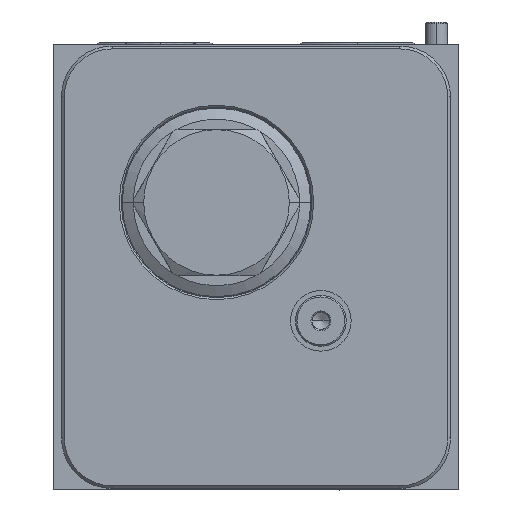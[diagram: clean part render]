
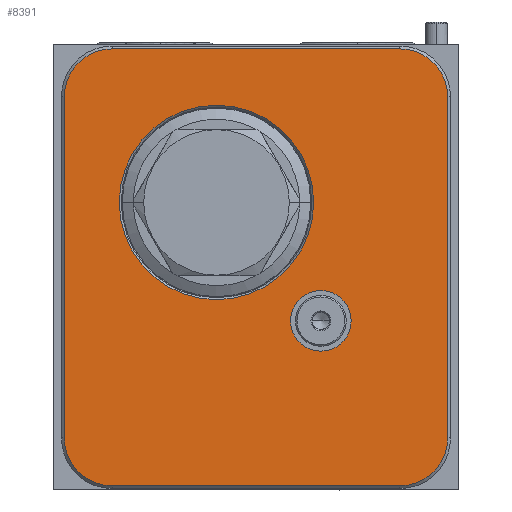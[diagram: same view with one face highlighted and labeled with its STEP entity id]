
A CAD part, left-side view. The second image highlights one B-rep face of the part: STEP entity #8391.
In plain terms, the highlighted planar face has unit normal (-1, 0, 0).
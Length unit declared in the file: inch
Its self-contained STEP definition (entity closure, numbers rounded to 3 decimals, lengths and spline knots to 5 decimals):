
#2205=CARTESIAN_POINT('',(0.,-1.812,3.188));
#2206=DIRECTION('',(1.,0.,0.));
#2207=DIRECTION('',(0.,0.,-1.));
#2208=AXIS2_PLACEMENT_3D('',#2205,#2206,#2207);
#2210=CARTESIAN_POINT('',(0.,-1.812,3.188));
#2211=DIRECTION('',(1.,0.,0.));
#2212=DIRECTION('',(0.,0.,1.));
#2213=AXIS2_PLACEMENT_3D('',#2210,#2211,#2212);
#2215=CARTESIAN_POINT('',(0.,-2.969,1.875));
#2216=DIRECTION('',(1.,0.,0.));
#2217=DIRECTION('',(0.,0.,-1.));
#2218=AXIS2_PLACEMENT_3D('',#2215,#2216,#2217);
#2220=CARTESIAN_POINT('',(0.,-2.969,1.875));
#2221=DIRECTION('',(1.,0.,0.));
#2222=DIRECTION('',(0.,0.,1.));
#2223=AXIS2_PLACEMENT_3D('',#2220,#2221,#2222);
#4164=CARTESIAN_POINT('',(0.,-3.844,4.359));
#4165=DIRECTION('',(1.,0.,0.));
#4166=DIRECTION('',(0.,0.,1.));
#4167=AXIS2_PLACEMENT_3D('',#4164,#4165,#4166);
#4178=DIRECTION('',(0.,-1.,0.));
#4179=VECTOR('',#4178,3.188);
#4180=CARTESIAN_POINT('',(0.,-0.656,4.89));
#4181=LINE('',#4180,#4179);
#4190=CARTESIAN_POINT('',(0.,-0.656,4.359));
#4191=DIRECTION('',(1.,0.,0.));
#4192=DIRECTION('',(0.,1.,0.));
#4193=AXIS2_PLACEMENT_3D('',#4190,#4191,#4192);
#4204=DIRECTION('',(0.,0.,1.));
#4205=VECTOR('',#4204,3.781);
#4206=CARTESIAN_POINT('',(0.,-0.125,0.578));
#4207=LINE('',#4206,#4205);
#4216=CARTESIAN_POINT('',(0.,-0.656,0.578));
#4217=DIRECTION('',(1.,0.,0.));
#4218=DIRECTION('',(0.,0.,-1.));
#4219=AXIS2_PLACEMENT_3D('',#4216,#4217,#4218);
#4230=DIRECTION('',(0.,1.,0.));
#4231=VECTOR('',#4230,3.188);
#4232=CARTESIAN_POINT('',(0.,-3.844,0.047));
#4233=LINE('',#4232,#4231);
#4238=CARTESIAN_POINT('',(0.,-3.844,0.578));
#4239=DIRECTION('',(1.,0.,0.));
#4240=DIRECTION('',(0.,-1.,0.));
#4241=AXIS2_PLACEMENT_3D('',#4238,#4239,#4240);
#4256=DIRECTION('',(0.,0.,-1.));
#4257=VECTOR('',#4256,3.781);
#4258=CARTESIAN_POINT('',(0.,-4.375,4.359));
#4259=LINE('',#4258,#4257);
#6256=CARTESIAN_POINT('',(0.,-1.812,2.11));
#6257=CARTESIAN_POINT('',(0.,-1.812,4.266));
#6258=VERTEX_POINT('',#6256);
#6259=VERTEX_POINT('',#6257);
#6296=CARTESIAN_POINT('',(0.,-2.969,1.539));
#6297=CARTESIAN_POINT('',(0.,-2.969,2.211));
#6298=VERTEX_POINT('',#6296);
#6299=VERTEX_POINT('',#6297);
#6340=CARTESIAN_POINT('',(0.,-3.844,0.047));
#6341=CARTESIAN_POINT('',(0.,-0.656,0.047));
#6342=VERTEX_POINT('',#6340);
#6343=VERTEX_POINT('',#6341);
#6348=CARTESIAN_POINT('',(0.,-0.125,0.578));
#6349=VERTEX_POINT('',#6348);
#6352=CARTESIAN_POINT('',(0.,-0.125,4.359));
#6353=VERTEX_POINT('',#6352);
#6356=CARTESIAN_POINT('',(0.,-0.656,4.89));
#6357=VERTEX_POINT('',#6356);
#6360=CARTESIAN_POINT('',(0.,-3.844,4.89));
#6361=VERTEX_POINT('',#6360);
#6364=CARTESIAN_POINT('',(0.,-4.375,4.359));
#6365=VERTEX_POINT('',#6364);
#6368=CARTESIAN_POINT('',(0.,-4.375,0.578));
#6369=VERTEX_POINT('',#6368);
#8357=CARTESIAN_POINT('',(0.,0.,0.));
#8358=DIRECTION('',(-1.,0.,0.));
#8359=DIRECTION('',(0.,-1.,0.));
#8360=AXIS2_PLACEMENT_3D('',#8357,#8358,#8359);
#8361=PLANE('',#8360);
#8363=ORIENTED_EDGE('',*,*,#8362,.T.);
#8365=ORIENTED_EDGE('',*,*,#8364,.T.);
#8367=ORIENTED_EDGE('',*,*,#8366,.T.);
#8369=ORIENTED_EDGE('',*,*,#8368,.T.);
#8371=ORIENTED_EDGE('',*,*,#8370,.T.);
#8373=ORIENTED_EDGE('',*,*,#8372,.T.);
#8375=ORIENTED_EDGE('',*,*,#8374,.T.);
#8377=ORIENTED_EDGE('',*,*,#8376,.T.);
#8378=EDGE_LOOP('',(#8363,#8365,#8367,#8369,#8371,#8373,#8375,#8377));
#8379=FACE_OUTER_BOUND('',#8378,.F.);
#8381=ORIENTED_EDGE('',*,*,#8380,.F.);
#8383=ORIENTED_EDGE('',*,*,#8382,.F.);
#8384=EDGE_LOOP('',(#8381,#8383));
#8385=FACE_BOUND('',#8384,.F.);
#8386=ORIENTED_EDGE('',*,*,#8347,.F.);
#8388=ORIENTED_EDGE('',*,*,#8387,.F.);
#8389=EDGE_LOOP('',(#8386,#8388));
#8390=FACE_BOUND('',#8389,.F.);
#8391=ADVANCED_FACE('',(#8379,#8385,#8390),#8361,.T.);
#2209=CIRCLE('',#2208,1.078);
#2214=CIRCLE('',#2213,1.078);
#2219=CIRCLE('',#2218,0.336);
#2224=CIRCLE('',#2223,0.336);
#4168=CIRCLE('',#4167,0.531);
#4194=CIRCLE('',#4193,0.531);
#4220=CIRCLE('',#4219,0.531);
#4242=CIRCLE('',#4241,0.531);
#8347=EDGE_CURVE('',#6258,#6259,#2209,.T.);
#8362=EDGE_CURVE('',#6361,#6365,#4168,.T.);
#8364=EDGE_CURVE('',#6365,#6369,#4259,.T.);
#8366=EDGE_CURVE('',#6369,#6342,#4242,.T.);
#8368=EDGE_CURVE('',#6342,#6343,#4233,.T.);
#8370=EDGE_CURVE('',#6343,#6349,#4220,.T.);
#8372=EDGE_CURVE('',#6349,#6353,#4207,.T.);
#8374=EDGE_CURVE('',#6353,#6357,#4194,.T.);
#8376=EDGE_CURVE('',#6357,#6361,#4181,.T.);
#8380=EDGE_CURVE('',#6298,#6299,#2219,.T.);
#8382=EDGE_CURVE('',#6299,#6298,#2224,.T.);
#8387=EDGE_CURVE('',#6259,#6258,#2214,.T.);
